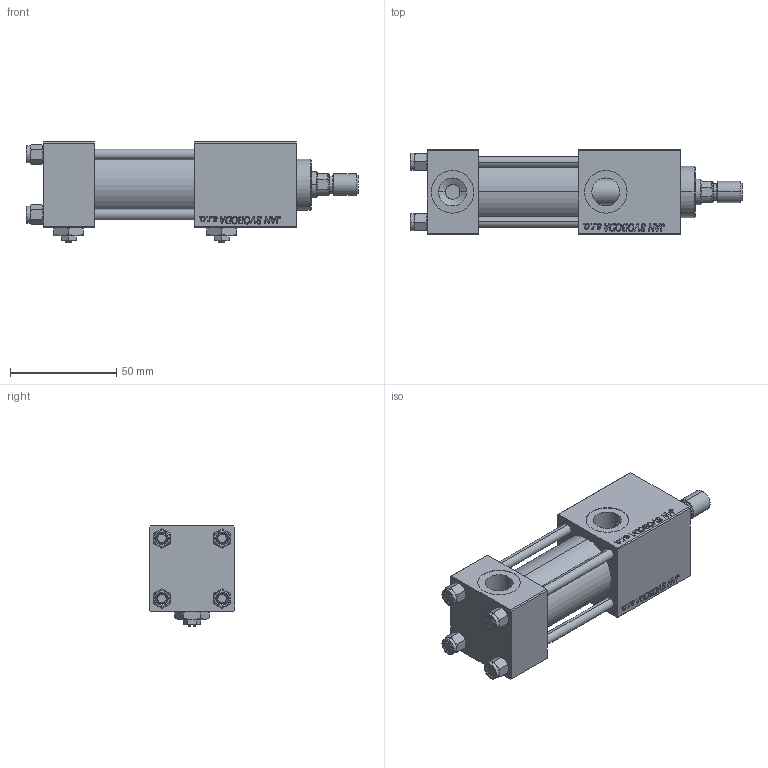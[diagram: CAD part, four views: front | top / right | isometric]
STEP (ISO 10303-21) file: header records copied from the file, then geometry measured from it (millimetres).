
FILE_DESCRIPTION (( 'STEP AP203' ), '1' );
FILE_NAME ('c175.STEP', '2023-08-23T10:21:47', ( '' ), ( '' ), 'SwSTEP 2.0', 'SolidWorks 2019', '' );
FILE_SCHEMA (( 'CONFIG_CONTROL_DESIGN' ));
Length unit declared in the file: millimetre
Products named in the file (8): V215_VC_A ee6e96ce6cfa1d1489c8efed88f74409; V215CR_VCP_C ee6e96ce6cfa1d1489c8efed88f74409; Zatka_pro_OIL_PORT ee6e96ce6cfa1d1489c8efed88f74409; ROD_END_AH ee6e96ce6cfa1d1489c8efed88f74409; V215CR_C_TYCINKA ee6e96ce6cfa1d1489c8efed88f74409; NUT_M5_C ee6e96ce6cfa1d1489c8efed88f74409; c175; V215CR_C_Body ee6e96ce6cfa1d1489c8efed88f74409
Assembly tree (14 placements, depth 2):
  c175
    V215CR_C_Body ee6e96ce6cfa1d1489c8efed88f74409
    V215CR_VCP_C ee6e96ce6cfa1d1489c8efed88f74409
    NUT_M5_C ee6e96ce6cfa1d1489c8efed88f74409  x4
    V215CR_C_TYCINKA ee6e96ce6cfa1d1489c8efed88f74409  x4
    V215_VC_A ee6e96ce6cfa1d1489c8efed88f74409
    ROD_END_AH ee6e96ce6cfa1d1489c8efed88f74409
    Zatka_pro_OIL_PORT ee6e96ce6cfa1d1489c8efed88f74409  x2
Bounding box: 156 x 40 x 47 mm (x, y, z)
Volume: 142016.5 mm3; surface area: 56819.9 mm2
Topology: 14 solids, 14 shells, 1262 faces, 3128 edges, 2015 vertices
Faces by surface type: plane 576, bspline 392, cone 182, cylinder 102, torus 10
Entity records: 52618 total; most frequent: CARTESIAN_POINT 27759, ORIENTED_EDGE 5556, DIRECTION 3612, EDGE_CURVE 2778, VERTEX_POINT 1813, LINE 1644, VECTOR 1644, EDGE_LOOP 1235
